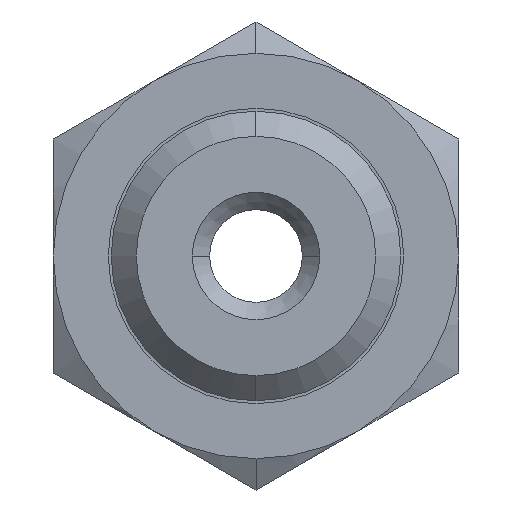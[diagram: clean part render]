
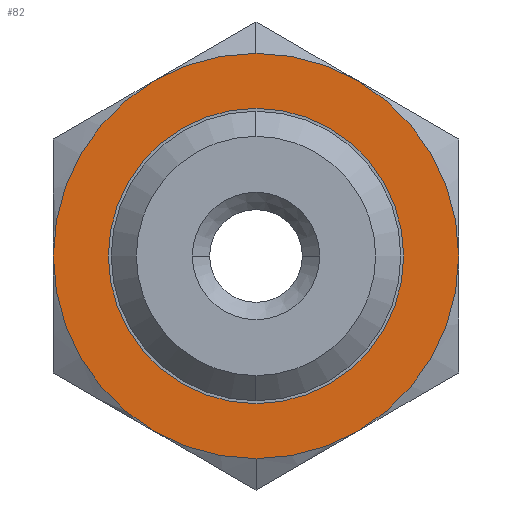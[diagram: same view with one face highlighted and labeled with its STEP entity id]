
A CAD part, front view. The second image highlights one B-rep face of the part: STEP entity #82.
In plain terms, the highlighted planar face has unit normal (0, -1, 0).
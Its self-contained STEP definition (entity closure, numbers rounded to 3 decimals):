
#45=FACE_BOUND('',#163,.F.);
#53=PLANE('',#819);
#82=ADVANCED_FACE('',(#45,#120),#53,.T.);
#120=FACE_OUTER_BOUND('',#164,.F.);
#163=EDGE_LOOP('',(#287,#288));
#164=EDGE_LOOP('',(#289,#290));
#287=ORIENTED_EDGE('',*,*,#566,.T.);
#288=ORIENTED_EDGE('',*,*,#560,.T.);
#289=ORIENTED_EDGE('',*,*,#567,.F.);
#290=ORIENTED_EDGE('',*,*,#561,.F.);
#560=EDGE_CURVE('',#681,#680,#640,.T.);
#561=EDGE_CURVE('',#679,#678,#641,.T.);
#566=EDGE_CURVE('',#680,#681,#642,.T.);
#567=EDGE_CURVE('',#678,#679,#643,.T.);
#640=CIRCLE('',#781,2.55);
#641=CIRCLE('',#782,3.5);
#642=CIRCLE('',#783,2.55);
#643=CIRCLE('',#784,3.5);
#678=VERTEX_POINT('',#1075);
#679=VERTEX_POINT('',#1076);
#680=VERTEX_POINT('',#1077);
#681=VERTEX_POINT('',#1078);
#781=AXIS2_PLACEMENT_3D('',#1161,#919,#920);
#782=AXIS2_PLACEMENT_3D('',#1162,#921,#922);
#783=AXIS2_PLACEMENT_3D('',#1167,#927,#928);
#784=AXIS2_PLACEMENT_3D('',#1168,#929,#930);
#819=AXIS2_PLACEMENT_3D('',#1289,#1013,#1014);
#919=DIRECTION('',(0.,-1.,0.));
#920=DIRECTION('',(-1.,0.,0.));
#921=DIRECTION('',(0.,-1.,0.));
#922=DIRECTION('',(-1.,0.,0.));
#927=DIRECTION('',(0.,-1.,0.));
#928=DIRECTION('',(1.,0.,0.));
#929=DIRECTION('',(0.,-1.,0.));
#930=DIRECTION('',(1.,0.,0.));
#1013=DIRECTION('',(0.,-1.,0.));
#1014=DIRECTION('',(0.,0.,-1.));
#1075=CARTESIAN_POINT('',(9.,6.,4.2));
#1076=CARTESIAN_POINT('',(2.,6.,4.2));
#1077=CARTESIAN_POINT('',(8.05,6.,4.2));
#1078=CARTESIAN_POINT('',(2.95,6.,4.2));
#1161=CARTESIAN_POINT('',(5.5,6.,4.2));
#1162=CARTESIAN_POINT('',(5.5,6.,4.2));
#1167=CARTESIAN_POINT('',(5.5,6.,4.2));
#1168=CARTESIAN_POINT('',(5.5,6.,4.2));
#1289=CARTESIAN_POINT('',(1.93,6.,7.77));
